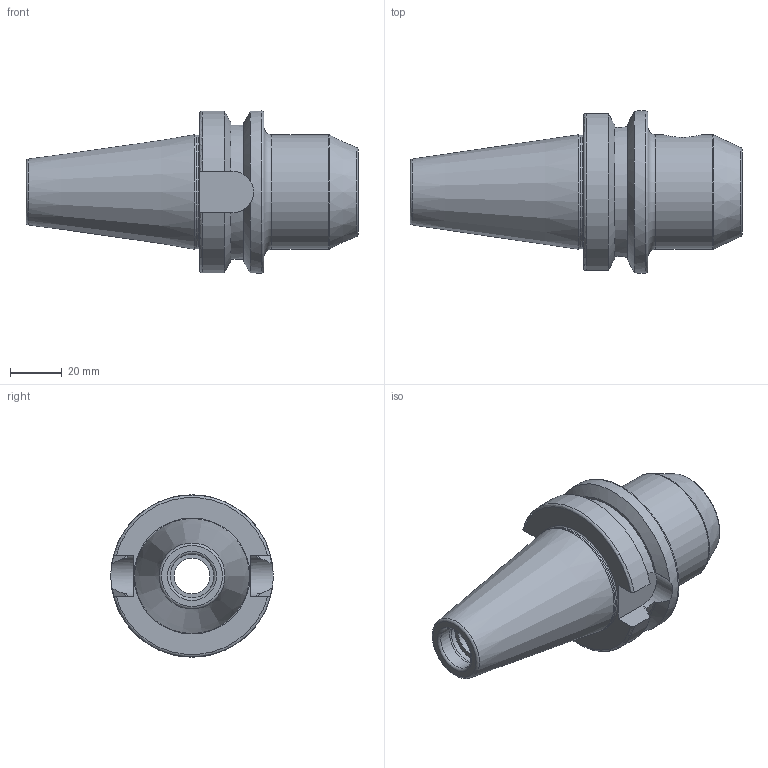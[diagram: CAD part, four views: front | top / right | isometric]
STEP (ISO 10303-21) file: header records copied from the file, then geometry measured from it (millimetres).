
FILE_DESCRIPTION(/* description */ (''),/* implementation_level */ '2;1');
FILE_NAME(/* name */ 'AH010B25.stp',/* time_stamp */ '2022-10-11T11:30:13+09:00',/* author */ ('YSH'),/* organization */ (''),/* preprocessor_version */ 'ST-DEVELOPER v18.1',/* originating_system */ 'Autodesk Inventor 2022',/* authorisation */ '');
FILE_SCHEMA (('AUTOMOTIVE_DESIGN { 1 0 10303 214 3 1 1 }'));
Length unit declared in the file: millimetre
Products named in the file (1): LO-BT40-EMH19.05-63.5
Bounding box: 128.9 x 63 x 63 mm (x, y, z)
Volume: 149776.6 mm3; surface area: 30332.6 mm2
Topology: 1 solids, 1 shells, 53 faces, 132 edges, 87 vertices
Faces by surface type: plane 18, cylinder 15, torus 10, cone 9, bspline 1
Full cylindrical faces by diameter (mm): 13.835 x1, 14.351 x1, 17 x1, 17.6 x1, 19.05 x1, 20.25 x1, 44 x1, 44.45 x1, 63 x1
Entity records: 1908 total; most frequent: CARTESIAN_POINT 580, DIRECTION 277, ORIENTED_EDGE 264, EDGE_CURVE 132, AXIS2_PLACEMENT_3D 116, VERTEX_POINT 87, EDGE_LOOP 63, CIRCLE 63
